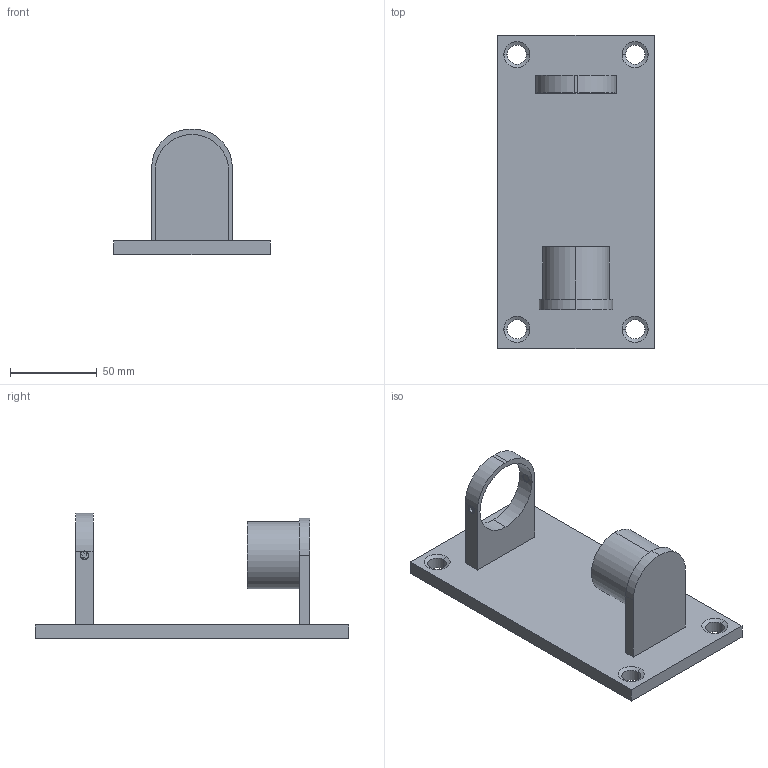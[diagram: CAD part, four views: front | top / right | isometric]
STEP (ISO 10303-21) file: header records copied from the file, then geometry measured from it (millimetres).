
FILE_DESCRIPTION (( 'STEP AP203' ), '1' );
FILE_NAME ('3D_GB3194_42,4_188743460.STEP', '2024-10-24T10:16:59', ( '' ), ( '' ), 'SwSTEP 2.0', 'SolidWorks 2023', '' );
FILE_SCHEMA (( 'CONFIG_CONTROL_DESIGN' ));
Length unit declared in the file: millimetre
Products named in the file (1): 3D_GB3194_42,4_188743460
Bounding box: 90 x 180 x 72.2 mm (x, y, z)
Volume: 161486.1 mm3; surface area: 54496.9 mm2
Topology: 2 solids, 2 shells, 77 faces, 185 edges, 118 vertices
Faces by surface type: plane 35, cylinder 26, cone 12, torus 4
Entity records: 2474 total; most frequent: CARTESIAN_POINT 533, DIRECTION 401, ORIENTED_EDGE 370, EDGE_CURVE 185, AXIS2_PLACEMENT_3D 146, VERTEX_POINT 118, VECTOR 109, LINE 109
